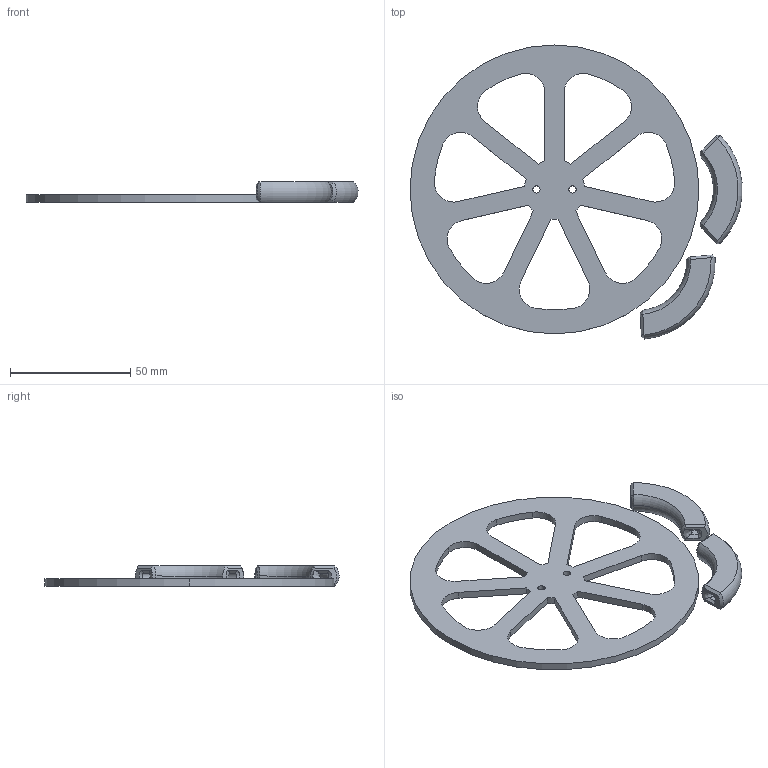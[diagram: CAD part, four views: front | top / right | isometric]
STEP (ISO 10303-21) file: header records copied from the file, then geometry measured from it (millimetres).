
FILE_DESCRIPTION (( 'STEP AP214' ), '1' );
FILE_NAME ('String Disk Spinner.STEP', '2019-01-12T03:12:29', ( '' ), ( '' ), 'SwSTEP 2.0', 'SolidWorks 2018', '' );
FILE_SCHEMA (( 'AUTOMOTIVE_DESIGN' ));
Length unit declared in the file: millimetre
Products named in the file (1): String Disk Spinner
Bounding box: 137.87 x 122.15 x 8.4 mm (x, y, z)
Volume: 26039.6 mm3; surface area: 20243.8 mm2
Topology: 3 solids, 3 shells, 110 faces, 320 edges, 216 vertices
Faces by surface type: plane 44, cylinder 38, bspline 16, torus 12
Entity records: 5940 total; most frequent: CARTESIAN_POINT 3103, ORIENTED_EDGE 640, DIRECTION 494, EDGE_CURVE 320, VERTEX_POINT 216, AXIS2_PLACEMENT_3D 191, EDGE_LOOP 132, B_SPLINE_CURVE_WITH_KNOTS 112
